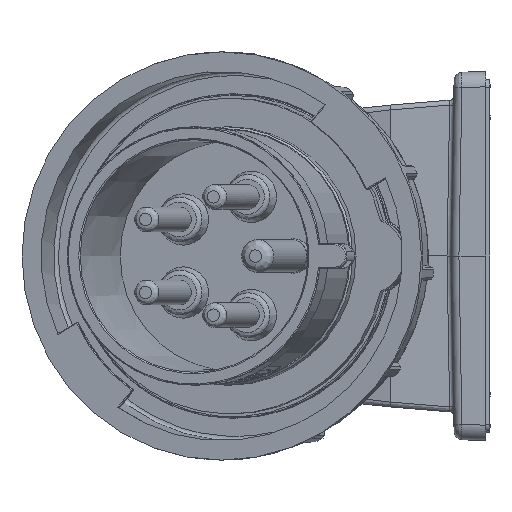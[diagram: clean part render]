
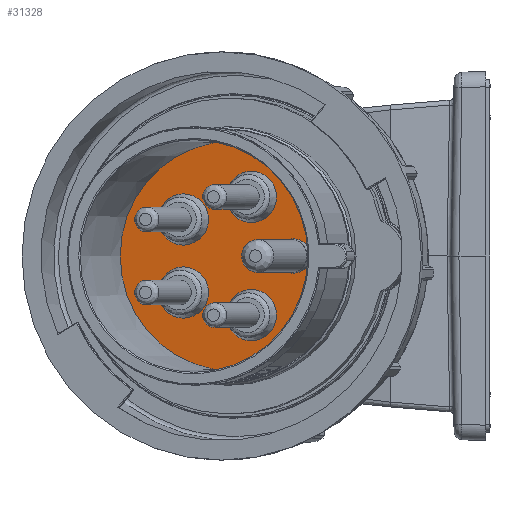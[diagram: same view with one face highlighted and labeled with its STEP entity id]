
A CAD part, left-side view. The second image highlights one B-rep face of the part: STEP entity #31328.
In plain terms, the highlighted planar face has unit normal (-0.978, 0.208, 0).
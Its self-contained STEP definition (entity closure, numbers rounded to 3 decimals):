
#295 = DIRECTION ( 'NONE',  ( 0.208, 0.978, 0. ) ) ;
#307 = ORIENTED_EDGE ( 'NONE', *, *, #38771, .F. ) ;
#1377 = CARTESIAN_POINT ( 'NONE',  ( -79.088, 36.429, 122.858 ) ) ;
#1857 = VERTEX_POINT ( 'NONE', #17072 ) ;
#2981 = DIRECTION ( 'NONE',  ( -0.978, 0.208, 0. ) ) ;
#3170 = CARTESIAN_POINT ( 'NONE',  ( -82.61, 19.861, 99.544 ) ) ;
#3682 = DIRECTION ( 'NONE',  ( -0.978, 0.208, 0. ) ) ;
#4464 = DIRECTION ( 'NONE',  ( 0.208, 0.978, 0. ) ) ;
#4676 = CARTESIAN_POINT ( 'NONE',  ( -87.458, -2.948, 113.953 ) ) ;
#5605 = CARTESIAN_POINT ( 'NONE',  ( -79.088, 36.429, 105.048 ) ) ;
#5870 = EDGE_LOOP ( 'NONE', ( #6394 ) ) ;
#6271 = DIRECTION ( 'NONE',  ( 0.208, 0.978, 0. ) ) ;
#6336 = CARTESIAN_POINT ( 'NONE',  ( -81.637, 24.44, 113.953 ) ) ;
#6394 = ORIENTED_EDGE ( 'NONE', *, *, #26179, .F. ) ;
#7573 = CARTESIAN_POINT ( 'NONE',  ( -84.786, 9.622, 113.953 ) ) ;
#7900 = FACE_BOUND ( 'NONE', #26389, .T. ) ;
#8705 = DIRECTION ( 'NONE',  ( 0.208, 0.978, 0. ) ) ;
#8879 = FACE_BOUND ( 'NONE', #33135, .T. ) ;
#8944 = CIRCLE ( 'NONE', #39433, 6.25 ) ;
#9944 = CIRCLE ( 'NONE', #25599, 28. ) ;
#10704 = DIRECTION ( 'NONE',  ( 0.208, 0.978, 0. ) ) ;
#10882 = CARTESIAN_POINT ( 'NONE',  ( -83.917, 13.711, 113.953 ) ) ;
#10996 = AXIS2_PLACEMENT_3D ( 'NONE', #7573, #29058, #10704 ) ;
#11644 = ORIENTED_EDGE ( 'NONE', *, *, #35469, .F. ) ;
#11723 = EDGE_CURVE ( 'NONE', #25860, #25860, #36536, .T. ) ;
#13091 = AXIS2_PLACEMENT_3D ( 'NONE', #1377, #22877, #4464 ) ;
#14539 = CIRCLE ( 'NONE', #10996, 4.181 ) ;
#15299 = EDGE_LOOP ( 'NONE', ( #11644 ) ) ;
#15836 = VERTEX_POINT ( 'NONE', #28959 ) ;
#16094 = FACE_OUTER_BOUND ( 'NONE', #38059, .T. ) ;
#17072 = CARTESIAN_POINT ( 'NONE',  ( -77.789, 42.543, 122.858 ) ) ;
#17158 = AXIS2_PLACEMENT_3D ( 'NONE', #3170, #24629, #6271 ) ;
#17320 = EDGE_CURVE ( 'NONE', #15836, #15836, #8944, .T. ) ;
#17903 = EDGE_LOOP ( 'NONE', ( #30043 ) ) ;
#18731 = DIRECTION ( 'NONE',  ( 0.978, -0.208, 0. ) ) ;
#21420 = CARTESIAN_POINT ( 'NONE',  ( -81.637, 24.44, 113.953 ) ) ;
#22108 = CARTESIAN_POINT ( 'NONE',  ( -82.61, 19.861, 128.361 ) ) ;
#22877 = DIRECTION ( 'NONE',  ( -0.978, 0.208, 0. ) ) ;
#24029 = ORIENTED_EDGE ( 'NONE', *, *, #11723, .F. ) ;
#24448 = DIRECTION ( 'NONE',  ( -0.208, -0.978, 0. ) ) ;
#24629 = DIRECTION ( 'NONE',  ( -0.978, 0.208, 0. ) ) ;
#25131 = DIRECTION ( 'NONE',  ( 0.208, 0.978, 0. ) ) ;
#25599 = AXIS2_PLACEMENT_3D ( 'NONE', #21420, #2981, #24448 ) ;
#25860 = VERTEX_POINT ( 'NONE', #31915 ) ;
#26048 = AXIS2_PLACEMENT_3D ( 'NONE', #6336, #18731, #295 ) ;
#26179 = EDGE_CURVE ( 'NONE', #29232, #29232, #38751, .T. ) ;
#26389 = EDGE_LOOP ( 'NONE', ( #307 ) ) ;
#27063 = DIRECTION ( 'NONE',  ( -0.978, 0.208, 0. ) ) ;
#27301 = VERTEX_POINT ( 'NONE', #4676 ) ;
#28296 = EDGE_CURVE ( 'NONE', #27301, #27301, #9944, .T. ) ;
#28959 = CARTESIAN_POINT ( 'NONE',  ( -77.789, 42.543, 105.048 ) ) ;
#29058 = DIRECTION ( 'NONE',  ( -0.978, 0.208, 0. ) ) ;
#29090 = CARTESIAN_POINT ( 'NONE',  ( -81.31, 25.975, 99.544 ) ) ;
#29232 = VERTEX_POINT ( 'NONE', #29090 ) ;
#30043 = ORIENTED_EDGE ( 'NONE', *, *, #17320, .F. ) ;
#30716 = CIRCLE ( 'NONE', #13091, 6.25 ) ;
#31328 = ADVANCED_FACE ( 'NONE', ( #32394, #16094, #8879, #7900, #39507, #31413 ), #37004, .F. ) ;
#31413 = FACE_BOUND ( 'NONE', #5870, .T. ) ;
#31915 = CARTESIAN_POINT ( 'NONE',  ( -81.31, 25.975, 128.361 ) ) ;
#32394 = FACE_BOUND ( 'NONE', #15299, .T. ) ;
#33135 = EDGE_LOOP ( 'NONE', ( #24029 ) ) ;
#34495 = VERTEX_POINT ( 'NONE', #10882 ) ;
#35469 = EDGE_CURVE ( 'NONE', #34495, #34495, #14539, .T. ) ;
#35968 = ORIENTED_EDGE ( 'NONE', *, *, #28296, .T. ) ;
#36536 = CIRCLE ( 'NONE', #37039, 6.25 ) ;
#37004 = PLANE ( 'NONE',  #26048 ) ;
#37039 = AXIS2_PLACEMENT_3D ( 'NONE', #22108, #3682, #25131 ) ;
#38059 = EDGE_LOOP ( 'NONE', ( #35968 ) ) ;
#38751 = CIRCLE ( 'NONE', #17158, 6.25 ) ;
#38771 = EDGE_CURVE ( 'NONE', #1857, #1857, #30716, .T. ) ;
#39433 = AXIS2_PLACEMENT_3D ( 'NONE', #5605, #27063, #8705 ) ;
#39507 = FACE_BOUND ( 'NONE', #17903, .T. ) ;
